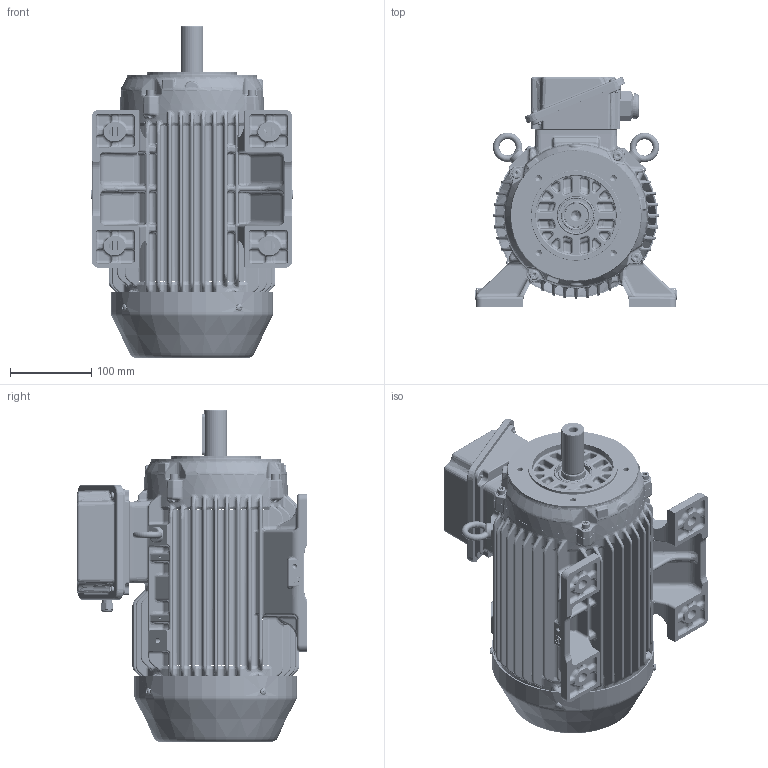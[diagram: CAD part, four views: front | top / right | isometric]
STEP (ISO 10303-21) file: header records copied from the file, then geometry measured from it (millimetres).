
FILE_DESCRIPTION(/* description */ (''),/* implementation_level */ '2;1');
FILE_NAME(/* name */ '6521762xx.stp',/* time_stamp */ '2021-03-30T14:45:50+03:00',/* author */ (''),/* organization */ (''),/* preprocessor_version */ 'ST-DEVELOPER v16',/* originating_system */ 'SIEMENS PLM Software NX 11.0',/* authorisation */ '');
FILE_SCHEMA (('AUTOMOTIVE_DESIGN { 1 0 10303 214 3 1 1 1 }'));
Products named in the file (1): 26000A30F4D8rp25
Bounding box: 247.6 x 282.48 x 408 mm (x, y, z)
Surface area: 684216.9 mm2 (no closed solid volume)
Topology: 0 solids, 108 shells, 5210 faces, 14885 edges, 9178 vertices
Faces by surface type: bspline 1954, cylinder 1360, plane 949, torus 419, cone 323, sphere 205
Full cylindrical faces by diameter (mm): 2.5 x2, 4.2 x2, 5 x8, 6.5 x1, 6.6 x1, 6.8 x6, 8 x4, 8.5 x1, 8.65 x4, 10 x9, 10.5 x1, 12 x4, 14.7 x1, 20 x2, 27.336 x1, 28 x1, 30 x1, 31.6 x4, 34 x1, 35.5 x1, 43.4 x1, 43.6 x1, 46 x1, 110 x1, 177 x1, 197 x1, 200 x1
Entity records: 215769 total; most frequent: CARTESIAN_POINT 95208, ORIENTED_EDGE 24937, DIRECTION 22690, EDGE_CURVE 14308, AXIS2_PLACEMENT_3D 9376, VERTEX_POINT 9032, EDGE_LOOP 5605, ADVANCED_FACE 5210
